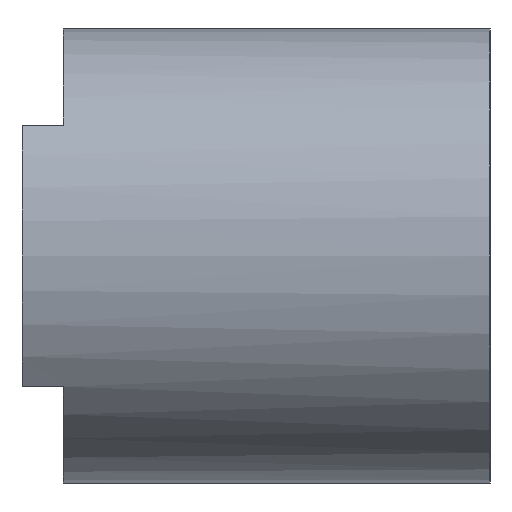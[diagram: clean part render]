
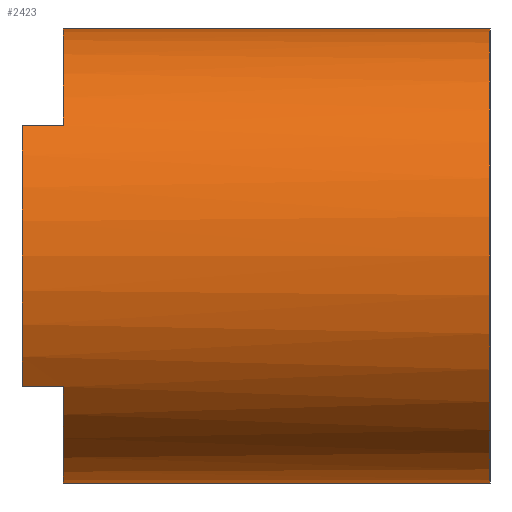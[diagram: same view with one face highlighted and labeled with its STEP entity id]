
A CAD part, left-side view. The second image highlights one B-rep face of the part: STEP entity #2423.
In plain terms, the highlighted cylindrical face has radius 8.25 mm (diameter 16.5 mm), a partial arc.
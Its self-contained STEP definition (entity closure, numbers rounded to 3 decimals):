
#19 = DIRECTION ( 'NONE',  ( 0., -1., 0. ) ) ;
#48 = DIRECTION ( 'NONE',  ( 0., 0., -1. ) ) ;
#101 = FACE_OUTER_BOUND ( 'NONE', #1382, .T. ) ;
#103 = LINE ( 'NONE', #1611, #1114 ) ;
#116 = VERTEX_POINT ( 'NONE', #1408 ) ;
#119 = EDGE_CURVE ( 'NONE', #670, #116, #103, .T. ) ;
#148 = CARTESIAN_POINT ( 'NONE',  ( -10.75, 15.5, 0. ) ) ;
#163 = EDGE_CURVE ( 'NONE', #2190, #465, #735, .T. ) ;
#178 = AXIS2_PLACEMENT_3D ( 'NONE', #1435, #235, #1627 ) ;
#213 = CARTESIAN_POINT ( 'NONE',  ( -10.75, 17., 8.25 ) ) ;
#235 = DIRECTION ( 'NONE',  ( 0., 1., 0. ) ) ;
#327 = ORIENTED_EDGE ( 'NONE', *, *, #1471, .F. ) ;
#350 = ORIENTED_EDGE ( 'NONE', *, *, #2080, .T. ) ;
#352 = DIRECTION ( 'NONE',  ( 0., 0., 1. ) ) ;
#356 = VERTEX_POINT ( 'NONE', #2022 ) ;
#366 = ORIENTED_EDGE ( 'NONE', *, *, #615, .F. ) ;
#388 = VERTEX_POINT ( 'NONE', #2453 ) ;
#416 = DIRECTION ( 'NONE',  ( 0., -1., 0. ) ) ;
#428 = AXIS2_PLACEMENT_3D ( 'NONE', #718, #2105, #918 ) ;
#452 = CARTESIAN_POINT ( 'NONE',  ( -10.75, 17., 0. ) ) ;
#465 = VERTEX_POINT ( 'NONE', #2093 ) ;
#526 = CIRCLE ( 'NONE', #428, 8.25 ) ;
#615 = EDGE_CURVE ( 'NONE', #356, #1998, #947, .T. ) ;
#670 = VERTEX_POINT ( 'NONE', #2161 ) ;
#698 = CARTESIAN_POINT ( 'NONE',  ( -10.75, 0., 8.25 ) ) ;
#718 = CARTESIAN_POINT ( 'NONE',  ( -10.75, 0., 0. ) ) ;
#735 = LINE ( 'NONE', #2082, #1717 ) ;
#748 = DIRECTION ( 'NONE',  ( 0., 1., 0. ) ) ;
#857 = EDGE_CURVE ( 'NONE', #2190, #388, #1072, .T. ) ;
#910 = ORIENTED_EDGE ( 'NONE', *, *, #163, .T. ) ;
#918 = DIRECTION ( 'NONE',  ( 0., 0., 1. ) ) ;
#941 = ORIENTED_EDGE ( 'NONE', *, *, #1393, .T. ) ;
#947 = CIRCLE ( 'NONE', #2139, 8.25 ) ;
#1072 = CIRCLE ( 'NONE', #178, 8.25 ) ;
#1112 = CYLINDRICAL_SURFACE ( 'NONE', #1820, 8.25 ) ;
#1114 = VECTOR ( 'NONE', #19, 1000. ) ;
#1146 = CARTESIAN_POINT ( 'NONE',  ( -10.75, 15.5, 0. ) ) ;
#1167 = EDGE_CURVE ( 'NONE', #1998, #1316, #1963, .T. ) ;
#1180 = LINE ( 'NONE', #1936, #2225 ) ;
#1316 = VERTEX_POINT ( 'NONE', #698 ) ;
#1341 = DIRECTION ( 'NONE',  ( 0., 0., 1. ) ) ;
#1382 = EDGE_LOOP ( 'NONE', ( #366, #350, #2561, #910, #327, #2068, #941, #2406 ) ) ;
#1393 = EDGE_CURVE ( 'NONE', #116, #1316, #526, .T. ) ;
#1408 = CARTESIAN_POINT ( 'NONE',  ( -10.75, 0., -8.25 ) ) ;
#1434 = VECTOR ( 'NONE', #416, 1000. ) ;
#1435 = CARTESIAN_POINT ( 'NONE',  ( -10.75, 17., 0. ) ) ;
#1471 = EDGE_CURVE ( 'NONE', #670, #465, #1795, .T. ) ;
#1553 = DIRECTION ( 'NONE',  ( 0., 1., 0. ) ) ;
#1611 = CARTESIAN_POINT ( 'NONE',  ( -10.75, 17., -8.25 ) ) ;
#1620 = AXIS2_PLACEMENT_3D ( 'NONE', #1146, #2525, #1341 ) ;
#1627 = DIRECTION ( 'NONE',  ( 0., 0., 1. ) ) ;
#1717 = VECTOR ( 'NONE', #2282, 1000. ) ;
#1795 = CIRCLE ( 'NONE', #1620, 8.25 ) ;
#1820 = AXIS2_PLACEMENT_3D ( 'NONE', #452, #2573, #48 ) ;
#1907 = CARTESIAN_POINT ( 'NONE',  ( -10.75, 15.5, 8.25 ) ) ;
#1936 = CARTESIAN_POINT ( 'NONE',  ( -17.495, 17., 4.75 ) ) ;
#1963 = LINE ( 'NONE', #213, #1434 ) ;
#1998 = VERTEX_POINT ( 'NONE', #1907 ) ;
#2022 = CARTESIAN_POINT ( 'NONE',  ( -17.495, 15.5, 4.75 ) ) ;
#2068 = ORIENTED_EDGE ( 'NONE', *, *, #119, .T. ) ;
#2080 = EDGE_CURVE ( 'NONE', #356, #388, #1180, .T. ) ;
#2082 = CARTESIAN_POINT ( 'NONE',  ( -17.495, 17., -4.75 ) ) ;
#2093 = CARTESIAN_POINT ( 'NONE',  ( -17.495, 15.5, -4.75 ) ) ;
#2105 = DIRECTION ( 'NONE',  ( 0., 1., 0. ) ) ;
#2139 = AXIS2_PLACEMENT_3D ( 'NONE', #148, #1553, #352 ) ;
#2150 = CARTESIAN_POINT ( 'NONE',  ( -17.495, 17., -4.75 ) ) ;
#2161 = CARTESIAN_POINT ( 'NONE',  ( -10.75, 15.5, -8.25 ) ) ;
#2190 = VERTEX_POINT ( 'NONE', #2150 ) ;
#2225 = VECTOR ( 'NONE', #748, 1000. ) ;
#2282 = DIRECTION ( 'NONE',  ( 0., -1., 0. ) ) ;
#2406 = ORIENTED_EDGE ( 'NONE', *, *, #1167, .F. ) ;
#2423 = ADVANCED_FACE ( 'NONE', ( #101 ), #1112, .T. ) ;
#2453 = CARTESIAN_POINT ( 'NONE',  ( -17.495, 17., 4.75 ) ) ;
#2525 = DIRECTION ( 'NONE',  ( 0., 1., 0. ) ) ;
#2561 = ORIENTED_EDGE ( 'NONE', *, *, #857, .F. ) ;
#2573 = DIRECTION ( 'NONE',  ( 0., -1., 0. ) ) ;
